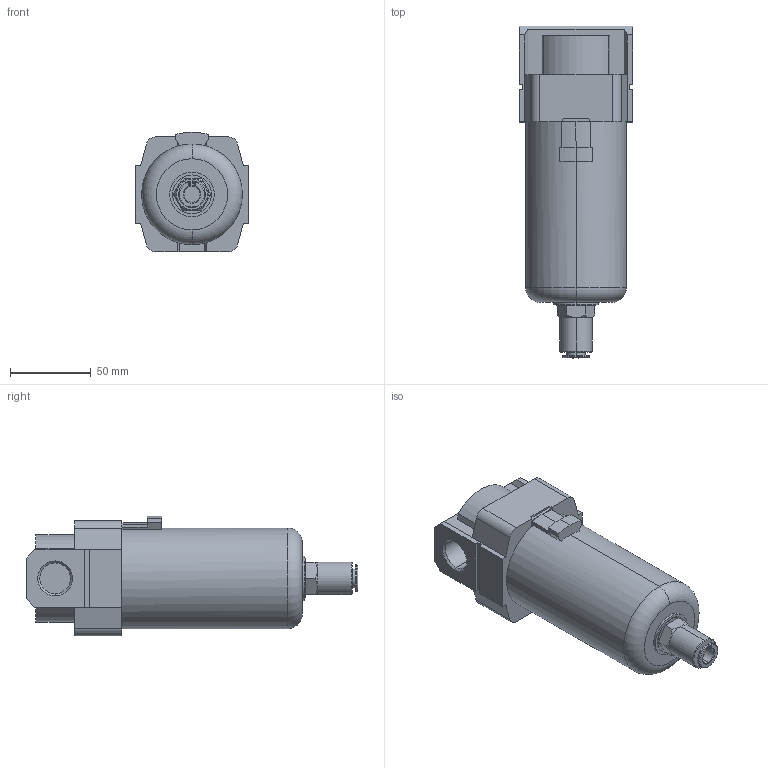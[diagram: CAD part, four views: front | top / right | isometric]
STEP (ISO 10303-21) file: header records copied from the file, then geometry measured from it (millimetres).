
FILE_DESCRIPTION (( 'STEP AP214' ), '1' );
FILE_NAME ('AFD40-F04D-A.step.step', '2015-03-13T10:26:52', ( 'Windows User' ), ( '' ), 'SwSTEP 2.0', 'SolidWorks 2015', '' );
FILE_SCHEMA (( 'AUTOMOTIVE_DESIGN' ));
Length unit declared in the file: millimetre
Products named in the file (4): AFD40-F04D-A.step; AFD40-F04D-A.step_AF Bowl (New)_40C; AFD40-F04D-A.step_AFD Drain_30FC; AFD40-F04D-A.step_AFD Body_40-04F
Assembly tree (3 placements, depth 2):
  AFD40-F04D-A.step
    AFD40-F04D-A.step_AFD Body_40-04F
    AFD40-F04D-A.step_AF Bowl (New)_40C
    AFD40-F04D-A.step_AFD Drain_30FC
Bounding box: 70 x 205.1 x 73.9 mm (x, y, z)
Volume: 543986.6 mm3; surface area: 59394.7 mm2
Topology: 3 solids, 3 shells, 187 faces, 461 edges, 298 vertices
Faces by surface type: plane 107, cylinder 41, bspline 21, cone 10, torus 8
Entity records: 6823 total; most frequent: CARTESIAN_POINT 2331, ORIENTED_EDGE 922, DIRECTION 853, EDGE_CURVE 461, VERTEX_POINT 298, VECTOR 293, LINE 293, AXIS2_PLACEMENT_3D 280
